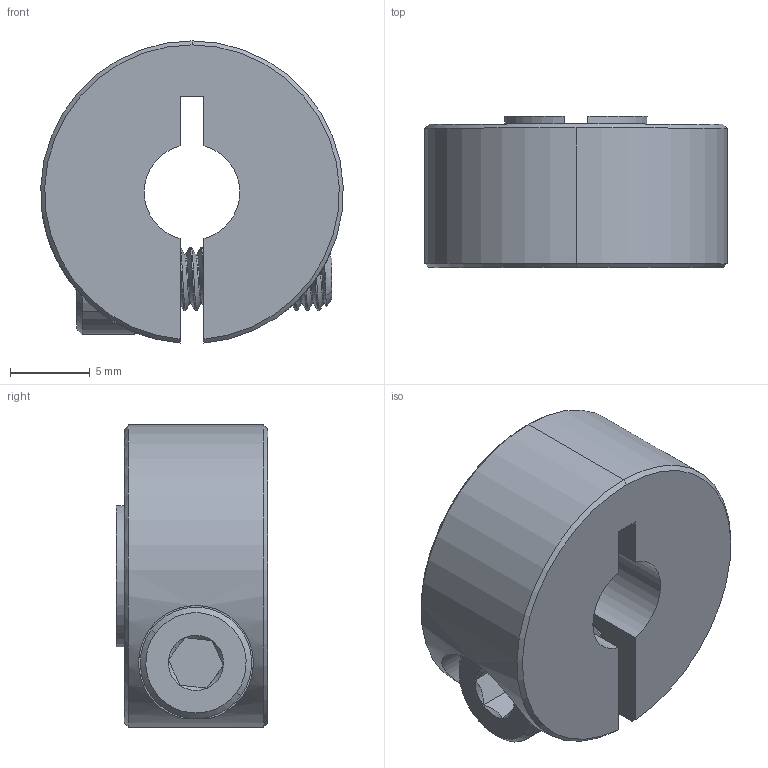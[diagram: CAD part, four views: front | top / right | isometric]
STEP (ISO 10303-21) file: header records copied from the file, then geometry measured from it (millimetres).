
FILE_DESCRIPTION (( 'STEP AP203' ), '1' );
FILE_NAME ('2910-0919-0006 assembly.STEP', '2020-02-07T16:14:31', ( '' ), ( '' ), 'SwSTEP 2.0', 'SolidWorks 2016', '' );
FILE_SCHEMA (( 'CONFIG_CONTROL_DESIGN' ));
Length unit declared in the file: millimetre
Products named in the file (3): 2910-0919-0006; 2910-0919-0006 assembly; 2800-0004-0012_90128A207
Assembly tree (2 placements, depth 2):
  2910-0919-0006 assembly
    2910-0919-0006
    2800-0004-0012_90128A207
Bounding box: 18.99 x 9.5 x 18.97 mm (x, y, z)
Volume: 2157 mm3; surface area: 1924.8 mm2
Topology: 2 solids, 2 shells, 173 faces, 480 edges, 313 vertices
Faces by surface type: cylinder 124, plane 20, cone 19, bspline 10
Entity records: 16679 total; most frequent: CARTESIAN_POINT 12711, ORIENTED_EDGE 960, DIRECTION 589, EDGE_CURVE 480, VERTEX_POINT 313, AXIS2_PLACEMENT_3D 216, EDGE_LOOP 181, FACE_OUTER_BOUND 173
